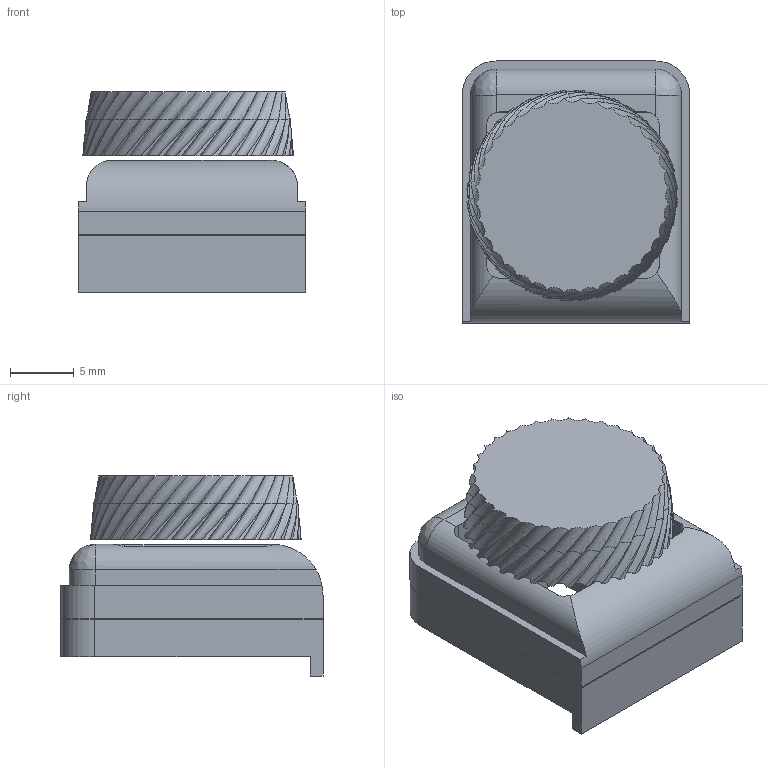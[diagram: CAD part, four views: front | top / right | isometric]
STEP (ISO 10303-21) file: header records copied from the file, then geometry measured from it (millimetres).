
FILE_DESCRIPTION(/* description */ (''),/* implementation_level */ '2;1');
FILE_NAME(/* name */ 'VerticalRotaryEncoder.step',/* time_stamp */ '2026-02-05T16:55:13+09:00',/* author */ (''),/* organization */ (''),/* preprocessor_version */ 'ST-DEVELOPER v20.1',/* originating_system */ 'Autodesk Translation Framework v14.21.0.0',/* authorisation */ '');
FILE_SCHEMA (('AUTOMOTIVE_DESIGN { 1 0 10303 214 3 1 1 }'));
Length unit declared in the file: millimetre
Products named in the file (4): VerticalRotaryEncoder; BottomPart; TopPart; Knob
Assembly tree (3 placements, depth 2):
  VerticalRotaryEncoder
    BottomPart
    TopPart
    Knob
Bounding box: 17.8 x 20.5 x 15.65 mm (x, y, z)
Volume: 2254.5 mm3; surface area: 2990.7 mm2
Topology: 3 solids, 3 shells, 223 faces, 537 edges, 330 vertices
Faces by surface type: bspline 110, plane 85, cylinder 25, cone 3
Full cylindrical faces by diameter (mm): 1.5 x2, 1.6 x2, 1.9 x2, 2.4 x2
Entity records: 10130 total; most frequent: CARTESIAN_POINT 5428, ORIENTED_EDGE 1074, DIRECTION 712, EDGE_CURVE 537, VERTEX_POINT 330, AXIS2_PLACEMENT_3D 245, EDGE_LOOP 241, FACE_OUTER_BOUND 223
